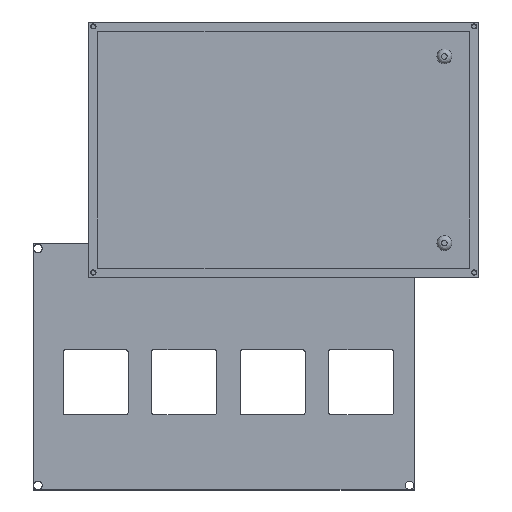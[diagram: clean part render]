
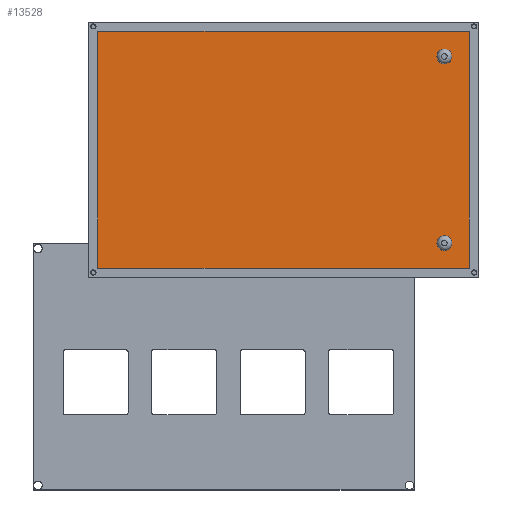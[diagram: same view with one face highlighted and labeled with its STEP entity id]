
A CAD part, top view. The second image highlights one B-rep face of the part: STEP entity #13528.
In plain terms, the highlighted planar face has unit normal (0, 0, 1).
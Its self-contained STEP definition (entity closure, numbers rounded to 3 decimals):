
#57=FACE_BOUND('',#2077,.T.);
#58=FACE_BOUND('',#2078,.T.);
#602=PLANE('',#13964);
#1311=FACE_OUTER_BOUND('',#2076,.T.);
#2076=EDGE_LOOP('',(#12331,#12332,#12333,#12334));
#2077=EDGE_LOOP('',(#12335));
#2078=EDGE_LOOP('',(#12336));
#2188=CIRCLE('',#13778,1.6);
#2193=CIRCLE('',#13785,1.6);
#4106=LINE('',#35062,#5068);
#4107=LINE('',#35064,#5069);
#4108=LINE('',#35066,#5070);
#4109=LINE('',#35067,#5071);
#5068=VECTOR('',#15660,10.);
#5069=VECTOR('',#15661,10.);
#5070=VECTOR('',#15662,10.);
#5071=VECTOR('',#15663,10.);
#5507=VERTEX_POINT('',#21215);
#5511=VERTEX_POINT('',#21254);
#6440=VERTEX_POINT('',#35060);
#6441=VERTEX_POINT('',#35061);
#6442=VERTEX_POINT('',#35063);
#6443=VERTEX_POINT('',#35065);
#7009=EDGE_CURVE('',#5507,#5507,#2188,.T.);
#7015=EDGE_CURVE('',#5511,#5511,#2193,.T.);
#8438=EDGE_CURVE('',#6440,#6441,#4106,.T.);
#8439=EDGE_CURVE('',#6442,#6440,#4107,.T.);
#8440=EDGE_CURVE('',#6443,#6442,#4108,.T.);
#8441=EDGE_CURVE('',#6441,#6443,#4109,.T.);
#12331=ORIENTED_EDGE('',*,*,#8438,.F.);
#12332=ORIENTED_EDGE('',*,*,#8439,.F.);
#12333=ORIENTED_EDGE('',*,*,#8440,.F.);
#12334=ORIENTED_EDGE('',*,*,#8441,.F.);
#12335=ORIENTED_EDGE('',*,*,#7009,.T.);
#12336=ORIENTED_EDGE('',*,*,#7015,.T.);
#13528=ADVANCED_FACE('',(#1311,#57,#58),#602,.T.);
#13778=AXIS2_PLACEMENT_3D('',#21217,#14585,#14586);
#13785=AXIS2_PLACEMENT_3D('',#21256,#14600,#14601);
#13964=AXIS2_PLACEMENT_3D('',#35059,#15658,#15659);
#14585=DIRECTION('center_axis',(0.,0.,-1.));
#14586=DIRECTION('ref_axis',(-1.,0.,0.));
#14600=DIRECTION('center_axis',(0.,0.,-1.));
#14601=DIRECTION('ref_axis',(-1.,0.,0.));
#15658=DIRECTION('center_axis',(0.,0.,1.));
#15659=DIRECTION('ref_axis',(1.,0.,0.));
#15660=DIRECTION('',(0.,1.,0.));
#15661=DIRECTION('',(-1.,0.,0.));
#15662=DIRECTION('',(0.,-1.,0.));
#15663=DIRECTION('',(1.,0.,0.));
#21215=CARTESIAN_POINT('',(76.2,45.6,3.));
#21217=CARTESIAN_POINT('Origin',(74.6,45.6,3.));
#21254=CARTESIAN_POINT('',(76.2,5.4,3.));
#21256=CARTESIAN_POINT('Origin',(74.6,5.4,3.));
#35059=CARTESIAN_POINT('Origin',(40.,25.5,3.));
#35060=CARTESIAN_POINT('',(0.,0.,3.));
#35061=CARTESIAN_POINT('',(0.,51.,3.));
#35062=CARTESIAN_POINT('',(0.,12.75,3.));
#35063=CARTESIAN_POINT('',(80.,0.,3.));
#35064=CARTESIAN_POINT('',(60.,0.,3.));
#35065=CARTESIAN_POINT('',(80.,51.,3.));
#35066=CARTESIAN_POINT('',(80.,38.25,3.));
#35067=CARTESIAN_POINT('',(20.,51.,3.));
